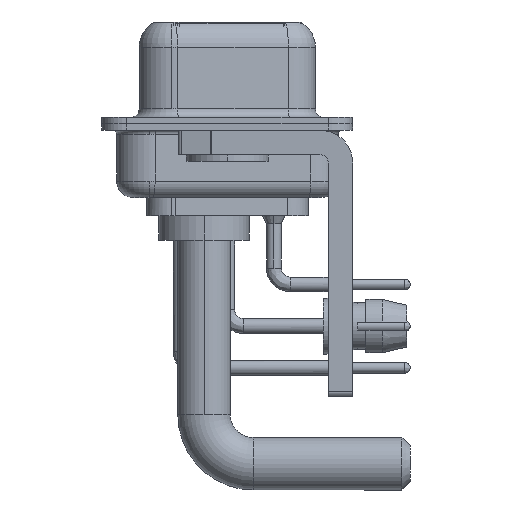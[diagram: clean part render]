
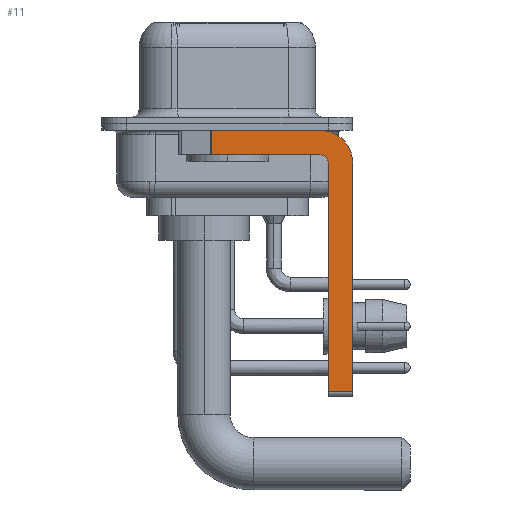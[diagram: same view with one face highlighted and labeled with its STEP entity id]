
A CAD part, left-side view. The second image highlights one B-rep face of the part: STEP entity #11.
In plain terms, the highlighted planar face has unit normal (-1, 0, 0).
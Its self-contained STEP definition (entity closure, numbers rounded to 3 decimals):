
#11 = ADVANCED_FACE ( 'NONE', ( #27289 ), #27935, .F. ) ;
#410 = AXIS2_PLACEMENT_3D ( 'NONE', #22995, #30850, #3398 ) ;
#771 = ORIENTED_EDGE ( 'NONE', *, *, #24838, .T. ) ;
#1197 = LINE ( 'NONE', #27877, #8452 ) ;
#1589 = EDGE_CURVE ( 'NONE', #2542, #11482, #9456, .T. ) ;
#2388 = ORIENTED_EDGE ( 'NONE', *, *, #20256, .F. ) ;
#2542 = VERTEX_POINT ( 'NONE', #3244 ) ;
#2908 = DIRECTION ( 'NONE',  ( 0., 0., 1. ) ) ;
#3244 = CARTESIAN_POINT ( 'NONE',  ( -2.9, -6.15, -16.35 ) ) ;
#3398 = DIRECTION ( 'NONE',  ( 0., 0., -1. ) ) ;
#3519 = VECTOR ( 'NONE', #14134, 1000. ) ;
#3661 = EDGE_CURVE ( 'NONE', #15605, #28166, #21555, .T. ) ;
#3740 = CARTESIAN_POINT ( 'NONE',  ( -2.9, -7.65, -16.35 ) ) ;
#4120 = EDGE_CURVE ( 'NONE', #2542, #15605, #7291, .T. ) ;
#4338 = CARTESIAN_POINT ( 'NONE',  ( -2.9, -5.65, -16.35 ) ) ;
#4347 = CARTESIAN_POINT ( 'NONE',  ( -2.9, 0.978, -0.4 ) ) ;
#4859 = DIRECTION ( 'NONE',  ( 0., 0., -1. ) ) ;
#5977 = ORIENTED_EDGE ( 'NONE', *, *, #3661, .F. ) ;
#6298 = VECTOR ( 'NONE', #12659, 1000. ) ;
#6792 = VECTOR ( 'NONE', #6900, 1000. ) ;
#6900 = DIRECTION ( 'NONE',  ( 0., 0., -1. ) ) ;
#7291 = LINE ( 'NONE', #24913, #31055 ) ;
#7758 = EDGE_LOOP ( 'NONE', ( #28477, #771, #9158, #5977, #15073, #28629, #17327, #2388 ) ) ;
#7845 = DIRECTION ( 'NONE',  ( 1., 0., 0. ) ) ;
#8452 = VECTOR ( 'NONE', #20309, 1000. ) ;
#8770 = DIRECTION ( 'NONE',  ( 0., 0., 1. ) ) ;
#9158 = ORIENTED_EDGE ( 'NONE', *, *, #27656, .F. ) ;
#9456 = LINE ( 'NONE', #4338, #3519 ) ;
#11266 = CARTESIAN_POINT ( 'NONE',  ( -2.9, -6.15, -2.4 ) ) ;
#11482 = VERTEX_POINT ( 'NONE', #3740 ) ;
#12554 = LINE ( 'NONE', #22360, #27061 ) ;
#12659 = DIRECTION ( 'NONE',  ( 0., -1., 0. ) ) ;
#13633 = EDGE_CURVE ( 'NONE', #24811, #20779, #24875, .T. ) ;
#14134 = DIRECTION ( 'NONE',  ( 0., -1., 0. ) ) ;
#14140 = CARTESIAN_POINT ( 'NONE',  ( -2.9, 0.978, -1.9 ) ) ;
#14275 = CIRCLE ( 'NONE', #410, 2. ) ;
#15073 = ORIENTED_EDGE ( 'NONE', *, *, #4120, .F. ) ;
#15605 = VERTEX_POINT ( 'NONE', #11266 ) ;
#15685 = CARTESIAN_POINT ( 'NONE',  ( -2.9, -7.65, -2.4 ) ) ;
#15688 = DIRECTION ( 'NONE',  ( -1., 0., 0. ) ) ;
#17327 = ORIENTED_EDGE ( 'NONE', *, *, #30295, .F. ) ;
#18251 = CARTESIAN_POINT ( 'NONE',  ( -2.9, -5.65, -2.4 ) ) ;
#18973 = LINE ( 'NONE', #14140, #6792 ) ;
#19282 = VERTEX_POINT ( 'NONE', #15685 ) ;
#20256 = EDGE_CURVE ( 'NONE', #20779, #19282, #14275, .T. ) ;
#20309 = DIRECTION ( 'NONE',  ( 0., 1., 0. ) ) ;
#20520 = CARTESIAN_POINT ( 'NONE',  ( -2.9, 0.978, -1.9 ) ) ;
#20545 = CARTESIAN_POINT ( 'NONE',  ( -2.9, -5.65, -2.4 ) ) ;
#20779 = VERTEX_POINT ( 'NONE', #25644 ) ;
#21034 = CARTESIAN_POINT ( 'NONE',  ( -2.9, -5.65, -1.9 ) ) ;
#21555 = CIRCLE ( 'NONE', #26178, 0.5 ) ;
#22360 = CARTESIAN_POINT ( 'NONE',  ( -2.9, -7.65, -2.4 ) ) ;
#22995 = CARTESIAN_POINT ( 'NONE',  ( -2.9, -5.65, -2.4 ) ) ;
#24811 = VERTEX_POINT ( 'NONE', #4347 ) ;
#24838 = EDGE_CURVE ( 'NONE', #24811, #27241, #18973, .T. ) ;
#24875 = LINE ( 'NONE', #25206, #6298 ) ;
#24913 = CARTESIAN_POINT ( 'NONE',  ( -2.9, -6.15, -16.6 ) ) ;
#25206 = CARTESIAN_POINT ( 'NONE',  ( -2.9, 3., -0.4 ) ) ;
#25644 = CARTESIAN_POINT ( 'NONE',  ( -2.9, -5.65, -0.4 ) ) ;
#25854 = AXIS2_PLACEMENT_3D ( 'NONE', #20545, #7845, #27443 ) ;
#26178 = AXIS2_PLACEMENT_3D ( 'NONE', #18251, #15688, #8770 ) ;
#27061 = VECTOR ( 'NONE', #4859, 1000. ) ;
#27241 = VERTEX_POINT ( 'NONE', #20520 ) ;
#27289 = FACE_OUTER_BOUND ( 'NONE', #7758, .T. ) ;
#27443 = DIRECTION ( 'NONE',  ( 0., 0., -1. ) ) ;
#27656 = EDGE_CURVE ( 'NONE', #28166, #27241, #1197, .T. ) ;
#27877 = CARTESIAN_POINT ( 'NONE',  ( -2.9, -5.65, -1.9 ) ) ;
#27935 = PLANE ( 'NONE',  #25854 ) ;
#28166 = VERTEX_POINT ( 'NONE', #21034 ) ;
#28477 = ORIENTED_EDGE ( 'NONE', *, *, #13633, .F. ) ;
#28629 = ORIENTED_EDGE ( 'NONE', *, *, #1589, .T. ) ;
#30295 = EDGE_CURVE ( 'NONE', #19282, #11482, #12554, .T. ) ;
#30850 = DIRECTION ( 'NONE',  ( 1., 0., 0. ) ) ;
#31055 = VECTOR ( 'NONE', #2908, 1000. ) ;
